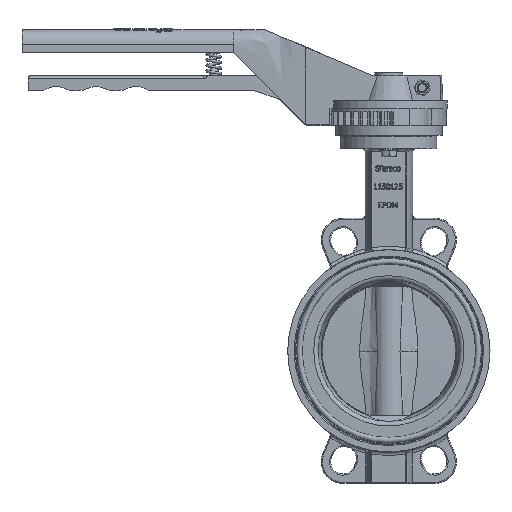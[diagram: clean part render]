
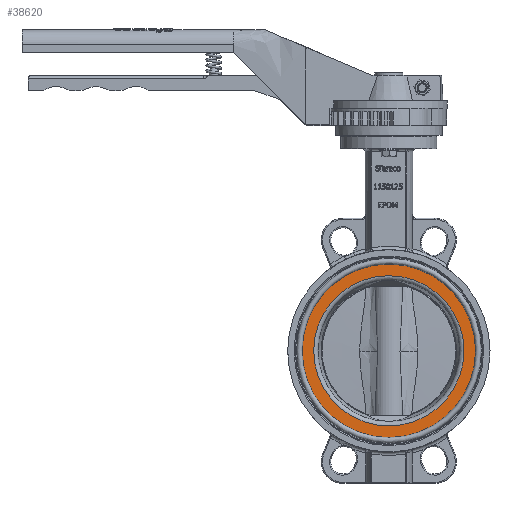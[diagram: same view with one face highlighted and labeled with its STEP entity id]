
A CAD part, top view. The second image highlights one B-rep face of the part: STEP entity #38620.
In plain terms, the highlighted planar face has unit normal (0, 0, 1).
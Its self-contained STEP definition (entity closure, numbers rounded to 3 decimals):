
#1420=CIRCLE('',#40846,67.602);
#1423=CIRCLE('',#40850,78.);
#2777=FACE_BOUND('',#7560,.T.);
#5189=FACE_OUTER_BOUND('',#7559,.T.);
#7559=EDGE_LOOP('',(#29480));
#7560=EDGE_LOOP('',(#29481));
#16885=VERTEX_POINT('',#66257);
#16888=VERTEX_POINT('',#66264);
#21451=EDGE_CURVE('',#16885,#16885,#1420,.T.);
#21454=EDGE_CURVE('',#16888,#16888,#1423,.T.);
#29480=ORIENTED_EDGE('',*,*,#21454,.T.);
#29481=ORIENTED_EDGE('',*,*,#21451,.F.);
#37016=PLANE('',#40870);
#38620=ADVANCED_FACE('',(#5189,#2777),#37016,.F.);
#40846=AXIS2_PLACEMENT_3D('',#66258,#46286,#46287);
#40850=AXIS2_PLACEMENT_3D('',#66265,#46294,#46295);
#40870=AXIS2_PLACEMENT_3D('',#66297,#46338,#46339);
#46286=DIRECTION('center_axis',(0.,0.,1.));
#46287=DIRECTION('ref_axis',(1.,0.,0.));
#46294=DIRECTION('center_axis',(0.,0.,1.));
#46295=DIRECTION('ref_axis',(1.,0.,0.));
#46338=DIRECTION('center_axis',(0.,0.,-1.));
#46339=DIRECTION('ref_axis',(-1.,0.,0.));
#66257=CARTESIAN_POINT('',(67.602,0.,28.25));
#66258=CARTESIAN_POINT('Origin',(0.,0.,28.25));
#66264=CARTESIAN_POINT('',(78.,0.,28.25));
#66265=CARTESIAN_POINT('Origin',(0.,0.,28.25));
#66297=CARTESIAN_POINT('Origin',(0.,72.625,28.25));
